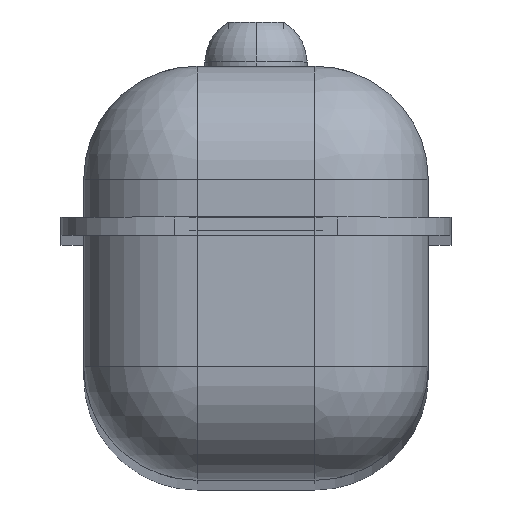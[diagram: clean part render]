
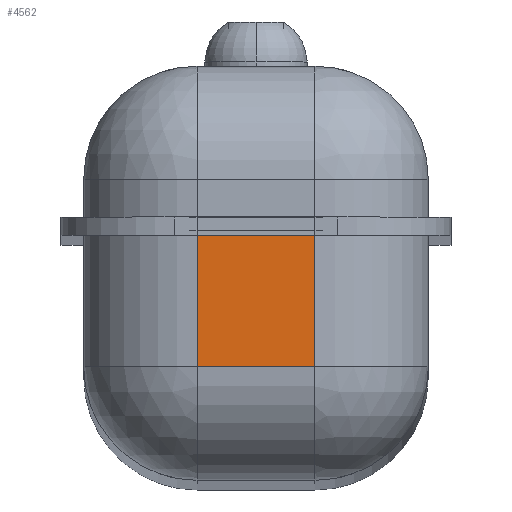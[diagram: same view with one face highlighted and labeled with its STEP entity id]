
A CAD part, top view. The second image highlights one B-rep face of the part: STEP entity #4562.
In plain terms, the highlighted planar face has unit normal (0, 0, 1).
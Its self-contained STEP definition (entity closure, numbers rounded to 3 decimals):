
#62 = EDGE_CURVE ( 'NONE', #407, #1808, #4638, .T. ) ;
#217 = DIRECTION ( 'NONE',  ( 0., 0., 1. ) ) ;
#226 = ORIENTED_EDGE ( 'NONE', *, *, #716, .T. ) ;
#407 = VERTEX_POINT ( 'NONE', #4181 ) ;
#652 = VECTOR ( 'NONE', #956, 1000. ) ;
#716 = EDGE_CURVE ( 'NONE', #4198, #407, #3886, .T. ) ;
#954 = PLANE ( 'NONE',  #4281 ) ;
#956 = DIRECTION ( 'NONE',  ( 0., -1., 0. ) ) ;
#1029 = VECTOR ( 'NONE', #3501, 1000. ) ;
#1191 = CARTESIAN_POINT ( 'NONE',  ( -15.878, 6.565, 0. ) ) ;
#1201 = CARTESIAN_POINT ( 'NONE',  ( -15.878, 0., 0. ) ) ;
#1397 = CARTESIAN_POINT ( 'NONE',  ( 0., 6.565, 0. ) ) ;
#1416 = ORIENTED_EDGE ( 'NONE', *, *, #62, .T. ) ;
#1513 = VERTEX_POINT ( 'NONE', #3508 ) ;
#1646 = CARTESIAN_POINT ( 'NONE',  ( -40.878, 36.565, 0. ) ) ;
#1679 = VECTOR ( 'NONE', #2175, 1000. ) ;
#1808 = VERTEX_POINT ( 'NONE', #1191 ) ;
#2019 = EDGE_CURVE ( 'NONE', #1513, #4198, #3668, .T. ) ;
#2155 = DIRECTION ( 'NONE',  ( 1., 0., 0. ) ) ;
#2175 = DIRECTION ( 'NONE',  ( 0., 1., 0. ) ) ;
#2314 = EDGE_LOOP ( 'NONE', ( #3802, #3735, #226, #1416 ) ) ;
#2484 = CARTESIAN_POINT ( 'NONE',  ( 0., 0., 0. ) ) ;
#2757 = LINE ( 'NONE', #1397, #4602 ) ;
#2861 = DIRECTION ( 'NONE',  ( 1., 0., 0. ) ) ;
#2877 = CARTESIAN_POINT ( 'NONE',  ( 10.122, 36.565, 0. ) ) ;
#2953 = FACE_OUTER_BOUND ( 'NONE', #2314, .T. ) ;
#3501 = DIRECTION ( 'NONE',  ( -1., 0., 0. ) ) ;
#3508 = CARTESIAN_POINT ( 'NONE',  ( 10.122, 6.565, 0. ) ) ;
#3545 = EDGE_CURVE ( 'NONE', #1808, #1513, #2757, .T. ) ;
#3668 = LINE ( 'NONE', #4723, #1679 ) ;
#3735 = ORIENTED_EDGE ( 'NONE', *, *, #2019, .T. ) ;
#3802 = ORIENTED_EDGE ( 'NONE', *, *, #3545, .T. ) ;
#3886 = LINE ( 'NONE', #1646, #1029 ) ;
#4181 = CARTESIAN_POINT ( 'NONE',  ( -15.878, 36.565, 0. ) ) ;
#4198 = VERTEX_POINT ( 'NONE', #2877 ) ;
#4281 = AXIS2_PLACEMENT_3D ( 'NONE', #2484, #217, #2861 ) ;
#4562 = ADVANCED_FACE ( 'NONE', ( #2953 ), #954, .T. ) ;
#4602 = VECTOR ( 'NONE', #2155, 1000. ) ;
#4638 = LINE ( 'NONE', #1201, #652 ) ;
#4723 = CARTESIAN_POINT ( 'NONE',  ( 10.122, 0., 0. ) ) ;
